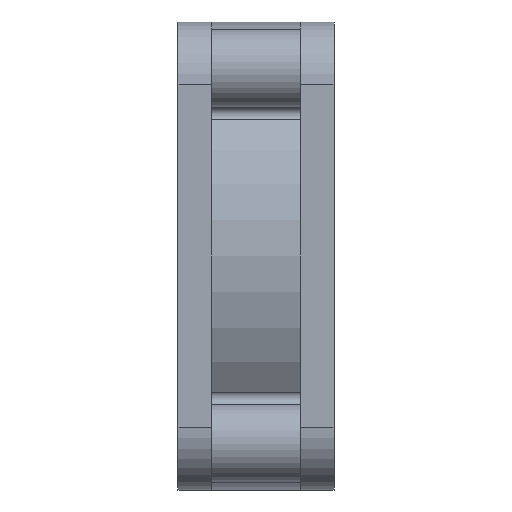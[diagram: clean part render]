
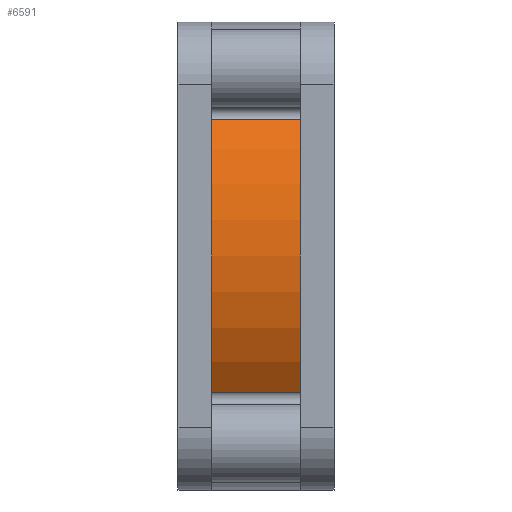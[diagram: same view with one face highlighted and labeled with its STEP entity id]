
A CAD part, front view. The second image highlights one B-rep face of the part: STEP entity #6591.
In plain terms, the highlighted cylindrical face has radius 15 mm (diameter 30 mm), a partial arc.
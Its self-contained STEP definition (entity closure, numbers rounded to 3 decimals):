
#186 = AXIS2_PLACEMENT_3D ( 'NONE', #8039, #3171, #6049 ) ;
#321 = DIRECTION ( 'NONE',  ( -1., 0., 0. ) ) ;
#389 = LINE ( 'NONE', #5326, #1208 ) ;
#672 = CYLINDRICAL_SURFACE ( 'NONE', #1174, 15. ) ;
#768 = CIRCLE ( 'NONE', #5152, 15. ) ;
#911 = CIRCLE ( 'NONE', #186, 15. ) ;
#1174 = AXIS2_PLACEMENT_3D ( 'NONE', #6239, #6943, #7547 ) ;
#1198 = EDGE_CURVE ( 'NONE', #7199, #1281, #911, .T. ) ;
#1208 = VECTOR ( 'NONE', #6649, 1000. ) ;
#1281 = VERTEX_POINT ( 'NONE', #1810 ) ;
#1323 = EDGE_CURVE ( 'NONE', #6656, #1514, #389, .T. ) ;
#1418 = EDGE_CURVE ( 'NONE', #6656, #2524, #768, .T. ) ;
#1514 = VERTEX_POINT ( 'NONE', #2992 ) ;
#1810 = CARTESIAN_POINT ( 'NONE',  ( 6.697, -12.173, 8.764 ) ) ;
#2524 = VERTEX_POINT ( 'NONE', #6206 ) ;
#2708 = EDGE_CURVE ( 'NONE', #2524, #8158, #3263, .T. ) ;
#2956 = DIRECTION ( 'NONE',  ( 0., -1., 0. ) ) ;
#2965 = ORIENTED_EDGE ( 'NONE', *, *, #6899, .T. ) ;
#2992 = CARTESIAN_POINT ( 'NONE',  ( 6.697, -12.173, -8.764 ) ) ;
#3171 = DIRECTION ( 'NONE',  ( -1., 0., 0. ) ) ;
#3263 = CIRCLE ( 'NONE', #3989, 15. ) ;
#3989 = AXIS2_PLACEMENT_3D ( 'NONE', #5196, #8000, #2956 ) ;
#4012 = EDGE_LOOP ( 'NONE', ( #5174, #6060, #4812, #6037, #6975, #2965 ) ) ;
#4632 = LINE ( 'NONE', #5360, #6442 ) ;
#4812 = ORIENTED_EDGE ( 'NONE', *, *, #1323, .T. ) ;
#4967 = CIRCLE ( 'NONE', #7893, 15. ) ;
#5152 = AXIS2_PLACEMENT_3D ( 'NONE', #6979, #6190, #7028 ) ;
#5170 = DIRECTION ( 'NONE',  ( 0., 0., 1. ) ) ;
#5174 = ORIENTED_EDGE ( 'NONE', *, *, #2708, .F. ) ;
#5196 = CARTESIAN_POINT ( 'NONE',  ( 0.982, 0., 0. ) ) ;
#5321 = EDGE_CURVE ( 'NONE', #1514, #7199, #4967, .T. ) ;
#5326 = CARTESIAN_POINT ( 'NONE',  ( 0.982, -12.173, -8.764 ) ) ;
#5360 = CARTESIAN_POINT ( 'NONE',  ( 0.982, -12.173, 8.764 ) ) ;
#5442 = CARTESIAN_POINT ( 'NONE',  ( 6.697, -15., 0. ) ) ;
#6037 = ORIENTED_EDGE ( 'NONE', *, *, #5321, .T. ) ;
#6049 = DIRECTION ( 'NONE',  ( 0., -1., 0. ) ) ;
#6060 = ORIENTED_EDGE ( 'NONE', *, *, #1418, .F. ) ;
#6148 = CARTESIAN_POINT ( 'NONE',  ( 0.982, -12.173, -8.764 ) ) ;
#6190 = DIRECTION ( 'NONE',  ( -1., 0., 0. ) ) ;
#6206 = CARTESIAN_POINT ( 'NONE',  ( 0.982, -15., 0. ) ) ;
#6239 = CARTESIAN_POINT ( 'NONE',  ( 0.982, 0., 0. ) ) ;
#6442 = VECTOR ( 'NONE', #8672, 1000. ) ;
#6580 = CARTESIAN_POINT ( 'NONE',  ( 6.697, 0., 0. ) ) ;
#6591 = ADVANCED_FACE ( 'NONE', ( #7641 ), #672, .T. ) ;
#6649 = DIRECTION ( 'NONE',  ( 1., 0., 0. ) ) ;
#6656 = VERTEX_POINT ( 'NONE', #6148 ) ;
#6899 = EDGE_CURVE ( 'NONE', #1281, #8158, #4632, .T. ) ;
#6915 = CARTESIAN_POINT ( 'NONE',  ( 0.982, -12.173, 8.764 ) ) ;
#6943 = DIRECTION ( 'NONE',  ( 1., 0., 0. ) ) ;
#6975 = ORIENTED_EDGE ( 'NONE', *, *, #1198, .T. ) ;
#6979 = CARTESIAN_POINT ( 'NONE',  ( 0.982, 0., 0. ) ) ;
#7028 = DIRECTION ( 'NONE',  ( 0., 0., 1. ) ) ;
#7199 = VERTEX_POINT ( 'NONE', #5442 ) ;
#7547 = DIRECTION ( 'NONE',  ( 0., 0., -1. ) ) ;
#7641 = FACE_OUTER_BOUND ( 'NONE', #4012, .T. ) ;
#7893 = AXIS2_PLACEMENT_3D ( 'NONE', #6580, #321, #5170 ) ;
#8000 = DIRECTION ( 'NONE',  ( -1., 0., 0. ) ) ;
#8039 = CARTESIAN_POINT ( 'NONE',  ( 6.697, 0., 0. ) ) ;
#8158 = VERTEX_POINT ( 'NONE', #6915 ) ;
#8672 = DIRECTION ( 'NONE',  ( -1., 0., 0. ) ) ;
